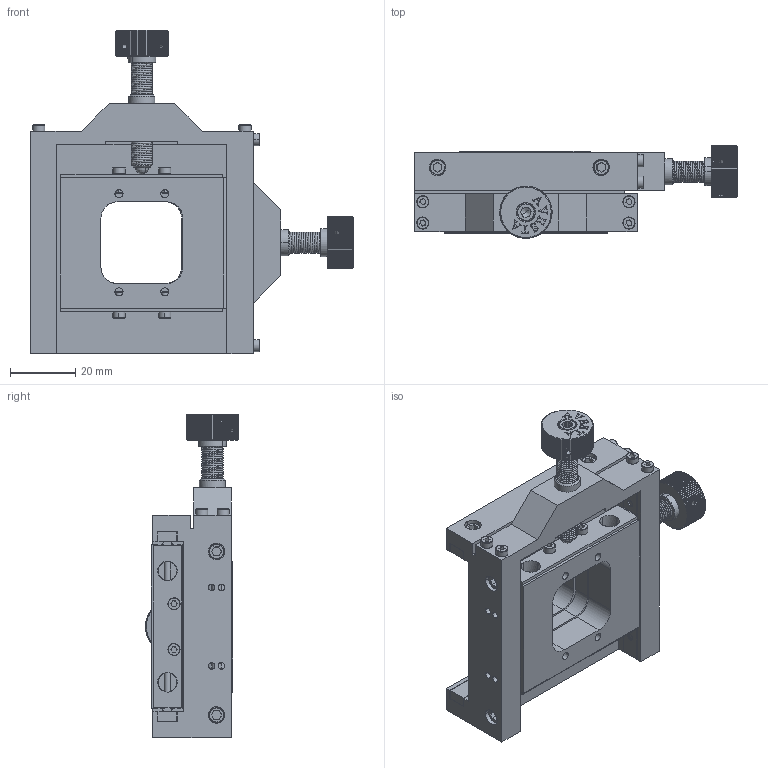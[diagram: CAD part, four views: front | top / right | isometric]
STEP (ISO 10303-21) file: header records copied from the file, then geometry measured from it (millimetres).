
FILE_DESCRIPTION(/* description */ (''),/* implementation_level */ '2;1');
FILE_NAME(/* name */ '02-2TS~1',/* time_stamp */ '2023-08-10T14:20:55+03:00',/* author */ (''),/* organization */ (''),/* preprocessor_version */ 'ST-DEVELOPER v15',/* originating_system */ '',/* authorisation */ '');
FILE_SCHEMA (('AUTOMOTIVE_DESIGN'));
Products named in the file (11): Document; Block 11; Block 10; Block 09; Block 08; Block 07; Block 06; Block 05; Block 04; Block 03; Block 02
Assembly tree (10 placements, depth 2):
  Document
    Block 11
    Block 10
    Block 09
    Block 08
    Block 07
    Block 06
    Block 05
    Block 04
    Block 03
    Block 02
Bounding box: 98.63 x 28.5 x 98.96 mm (x, y, z)
Volume: 1197.8 mm3; surface area: 49655.5 mm2
Topology: 6 solids, 45 shells, 2401 faces, 6654 edges, 4320 vertices
Faces by surface type: plane 1480, bspline 921
Entity records: 86561 total; most frequent: CARTESIAN_POINT 44849, ORIENTED_EDGE 13004, EDGE_CURVE 6642, B_SPLINE_CURVE_WITH_KNOTS 4828, VERTEX_POINT 4320, EDGE_LOOP 2563, ADVANCED_FACE 2401, FACE_OUTER_BOUND 2401
